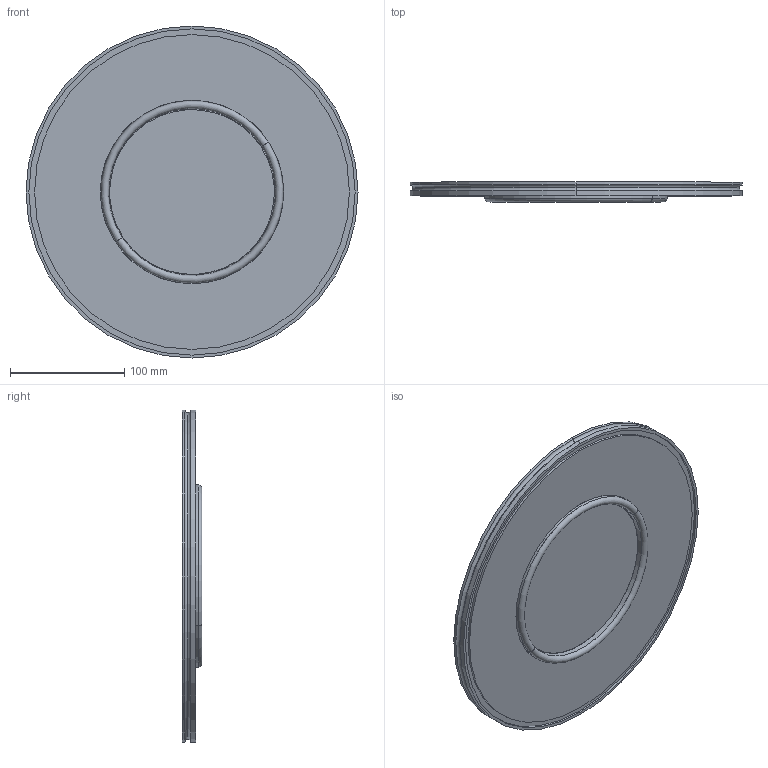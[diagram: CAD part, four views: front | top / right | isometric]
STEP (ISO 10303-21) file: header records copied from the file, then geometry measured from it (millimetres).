
FILE_DESCRIPTION (( 'STEP AP214' ), '1' );
FILE_NAME ('Hositrad_HVP-ISO250.STEP', '2012-10-05T09:41:14', ( '' ), ( '' ), 'SwSTEP 2.0', 'SolidWorks 2012', '' );
FILE_SCHEMA (( 'AUTOMOTIVE_DESIGN' ));
Length unit declared in the file: millimetre
Products named in the file (5): HVP-spinn-6000; Glas159_HVP6000; Viewport-metal-ring-159; ISO-K250-HVP6000; Hositrad_HVP-ISO250
Assembly tree (4 placements, depth 3):
  Hositrad_HVP-ISO250
    ISO-K250-HVP6000
    HVP-spinn-6000
      Viewport-metal-ring-159
      Glas159_HVP6000
Bounding box: 290 x 17.3 x 290 mm (x, y, z)
Volume: 678307.9 mm3; surface area: 199644.3 mm2
Topology: 3 solids, 3 shells, 66 faces, 130 edges, 78 vertices
Faces by surface type: cylinder 32, torus 14, plane 14, cone 6
Entity records: 1917 total; most frequent: DIRECTION 370, CARTESIAN_POINT 282, ORIENTED_EDGE 260, AXIS2_PLACEMENT_3D 166, EDGE_CURVE 130, CIRCLE 92, VERTEX_POINT 78, EDGE_LOOP 78
